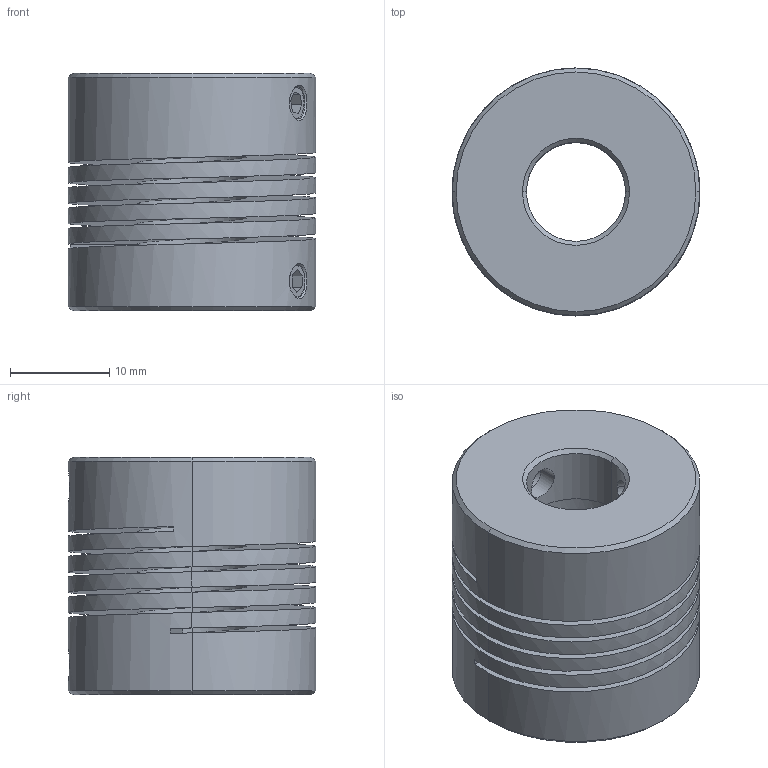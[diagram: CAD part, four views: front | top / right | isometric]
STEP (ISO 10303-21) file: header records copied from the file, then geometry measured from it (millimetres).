
FILE_DESCRIPTION((''),'2;1');
FILE_NAME('PAN_001876','2014-09-18T',('lika51'),(''),'PRO/ENGINEER BY PARAMETRIC TECHNOLOGY CORPORATION, 2010180','PRO/ENGINEER BY PARAMETRIC TECHNOLOGY CORPORATION, 2010180','');
FILE_SCHEMA(('CONFIG_CONTROL_DESIGN'));
Length unit declared in the file: millimetre
Products named in the file (1): PAN_001876
Bounding box: 25 x 25 x 24 mm (x, y, z)
Volume: 8590.5 mm3; surface area: 7346.9 mm2
Topology: 1 solids, 1 shells, 154 faces, 380 edges, 224 vertices
Faces by surface type: plane 56, cylinder 42, cone 40, bspline 16
Entity records: 13472 total; most frequent: CARTESIAN_POINT 10020, ORIENTED_EDGE 728, DIRECTION 660, EDGE_CURVE 364, AXIS2_PLACEMENT_3D 242, VERTEX_POINT 224, VECTOR 176, LINE 176
